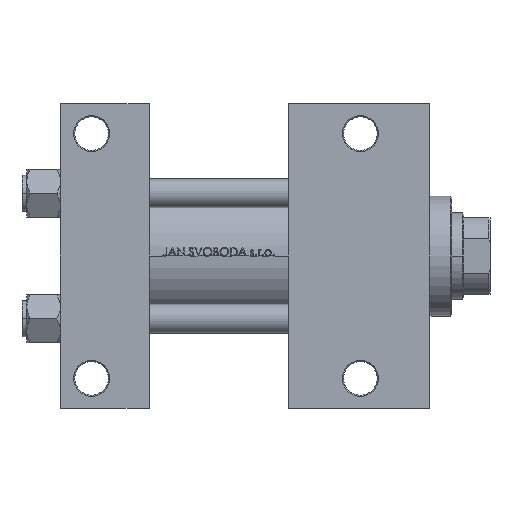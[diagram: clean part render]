
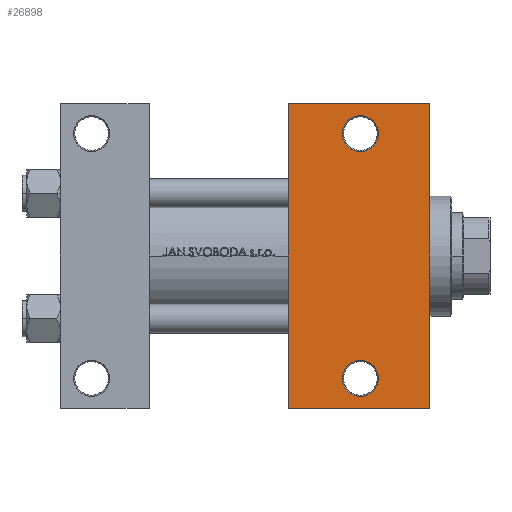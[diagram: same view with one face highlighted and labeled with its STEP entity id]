
A CAD part, front view. The second image highlights one B-rep face of the part: STEP entity #26898.
In plain terms, the highlighted face is planar.
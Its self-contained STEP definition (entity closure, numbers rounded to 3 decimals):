
#309 = DIRECTION ( 'NONE',  ( -1., 0., 0. ) ) ;
#1132 = CARTESIAN_POINT ( 'NONE',  ( 132.5, 51., -37.5 ) ) ;
#1155 = VERTEX_POINT ( 'NONE', #15581 ) ;
#1232 = EDGE_CURVE ( 'NONE', #36840, #34274, #8736, .T. ) ;
#2344 = EDGE_LOOP ( 'NONE', ( #19737, #15881 ) ) ;
#2477 = EDGE_CURVE ( 'NONE', #31527, #42852, #29710, .T. ) ;
#3326 = AXIS2_PLACEMENT_3D ( 'NONE', #28930, #6130, #27972 ) ;
#3821 = CARTESIAN_POINT ( 'NONE',  ( 117.5, 51., -37.5 ) ) ;
#5257 = DIRECTION ( 'NONE',  ( -1., 0., 0. ) ) ;
#5678 = AXIS2_PLACEMENT_3D ( 'NONE', #35240, #9079, #5257 ) ;
#6130 = DIRECTION ( 'NONE',  ( 0., 0., 1. ) ) ;
#7532 = FACE_BOUND ( 'NONE', #15824, .T. ) ;
#7540 = DIRECTION ( 'NONE',  ( 0., 0., 1. ) ) ;
#7920 = CARTESIAN_POINT ( 'NONE',  ( 95., 37.5, -37.5 ) ) ;
#7921 = CIRCLE ( 'NONE', #3326, 7.5 ) ;
#8003 = CARTESIAN_POINT ( 'NONE',  ( 154., 37.5, -37.5 ) ) ;
#8215 = VECTOR ( 'NONE', #41167, 1000. ) ;
#8736 = LINE ( 'NONE', #27228, #8215 ) ;
#9005 = AXIS2_PLACEMENT_3D ( 'NONE', #36794, #25991, #40641 ) ;
#9079 = DIRECTION ( 'NONE',  ( 0., 0., 1. ) ) ;
#9577 = CIRCLE ( 'NONE', #14174, 7.5 ) ;
#10544 = ORIENTED_EDGE ( 'NONE', *, *, #17765, .T. ) ;
#11843 = CARTESIAN_POINT ( 'NONE',  ( 95., -63.5, -37.5 ) ) ;
#11886 = CARTESIAN_POINT ( 'NONE',  ( 95., -63.5, -37.5 ) ) ;
#13129 = VECTOR ( 'NONE', #31489, 1000. ) ;
#13636 = EDGE_LOOP ( 'NONE', ( #17275, #10544, #16532, #36490 ) ) ;
#14174 = AXIS2_PLACEMENT_3D ( 'NONE', #44298, #7540, #14499 ) ;
#14499 = DIRECTION ( 'NONE',  ( -1., 0., 0. ) ) ;
#14879 = LINE ( 'NONE', #7920, #16157 ) ;
#14884 = EDGE_CURVE ( 'NONE', #25683, #46602, #14879, .T. ) ;
#15239 = LINE ( 'NONE', #30127, #28518 ) ;
#15581 = CARTESIAN_POINT ( 'NONE',  ( 117.5, -51., -37.5 ) ) ;
#15657 = EDGE_CURVE ( 'NONE', #34274, #46602, #19820, .T. ) ;
#15824 = EDGE_LOOP ( 'NONE', ( #43290, #37252 ) ) ;
#15881 = ORIENTED_EDGE ( 'NONE', *, *, #41360, .T. ) ;
#16157 = VECTOR ( 'NONE', #25700, 1000. ) ;
#16532 = ORIENTED_EDGE ( 'NONE', *, *, #1232, .T. ) ;
#17275 = ORIENTED_EDGE ( 'NONE', *, *, #14884, .F. ) ;
#17765 = EDGE_CURVE ( 'NONE', #25683, #36840, #15239, .T. ) ;
#19737 = ORIENTED_EDGE ( 'NONE', *, *, #26345, .T. ) ;
#19820 = LINE ( 'NONE', #11886, #13129 ) ;
#21801 = CIRCLE ( 'NONE', #5678, 7.5 ) ;
#24922 = EDGE_CURVE ( 'NONE', #42852, #31527, #7921, .T. ) ;
#25683 = VERTEX_POINT ( 'NONE', #33516 ) ;
#25700 = DIRECTION ( 'NONE',  ( 0., -1., 0. ) ) ;
#25785 = DIRECTION ( 'NONE',  ( 0., 0., -1. ) ) ;
#25991 = DIRECTION ( 'NONE',  ( 0., 0., 1. ) ) ;
#26022 = FACE_BOUND ( 'NONE', #2344, .T. ) ;
#26345 = EDGE_CURVE ( 'NONE', #1155, #46725, #21801, .T. ) ;
#26898 = ADVANCED_FACE ( 'NONE', ( #7532, #26022, #37308 ), #40674, .T. ) ;
#27228 = CARTESIAN_POINT ( 'NONE',  ( 154., 37.5, -37.5 ) ) ;
#27391 = CARTESIAN_POINT ( 'NONE',  ( 132.5, -51., -37.5 ) ) ;
#27972 = DIRECTION ( 'NONE',  ( -1., 0., 0. ) ) ;
#28518 = VECTOR ( 'NONE', #40953, 1000. ) ;
#28930 = CARTESIAN_POINT ( 'NONE',  ( 125., 51., -37.5 ) ) ;
#29450 = AXIS2_PLACEMENT_3D ( 'NONE', #8003, #25785, #309 ) ;
#29710 = CIRCLE ( 'NONE', #9005, 7.5 ) ;
#29794 = CARTESIAN_POINT ( 'NONE',  ( 154., -63.5, -37.5 ) ) ;
#30127 = CARTESIAN_POINT ( 'NONE',  ( 95., 63.5, -37.5 ) ) ;
#31489 = DIRECTION ( 'NONE',  ( -1., 0., 0. ) ) ;
#31527 = VERTEX_POINT ( 'NONE', #1132 ) ;
#33314 = CARTESIAN_POINT ( 'NONE',  ( 154., 63.5, -37.5 ) ) ;
#33516 = CARTESIAN_POINT ( 'NONE',  ( 95., 63.5, -37.5 ) ) ;
#34274 = VERTEX_POINT ( 'NONE', #29794 ) ;
#35240 = CARTESIAN_POINT ( 'NONE',  ( 125., -51., -37.5 ) ) ;
#36490 = ORIENTED_EDGE ( 'NONE', *, *, #15657, .T. ) ;
#36794 = CARTESIAN_POINT ( 'NONE',  ( 125., 51., -37.5 ) ) ;
#36840 = VERTEX_POINT ( 'NONE', #33314 ) ;
#37252 = ORIENTED_EDGE ( 'NONE', *, *, #2477, .T. ) ;
#37308 = FACE_OUTER_BOUND ( 'NONE', #13636, .T. ) ;
#40641 = DIRECTION ( 'NONE',  ( -1., 0., 0. ) ) ;
#40674 = PLANE ( 'NONE',  #29450 ) ;
#40953 = DIRECTION ( 'NONE',  ( 1., 0., 0. ) ) ;
#41167 = DIRECTION ( 'NONE',  ( 0., -1., 0. ) ) ;
#41360 = EDGE_CURVE ( 'NONE', #46725, #1155, #9577, .T. ) ;
#42852 = VERTEX_POINT ( 'NONE', #3821 ) ;
#43290 = ORIENTED_EDGE ( 'NONE', *, *, #24922, .T. ) ;
#44298 = CARTESIAN_POINT ( 'NONE',  ( 125., -51., -37.5 ) ) ;
#46602 = VERTEX_POINT ( 'NONE', #11843 ) ;
#46725 = VERTEX_POINT ( 'NONE', #27391 ) ;
